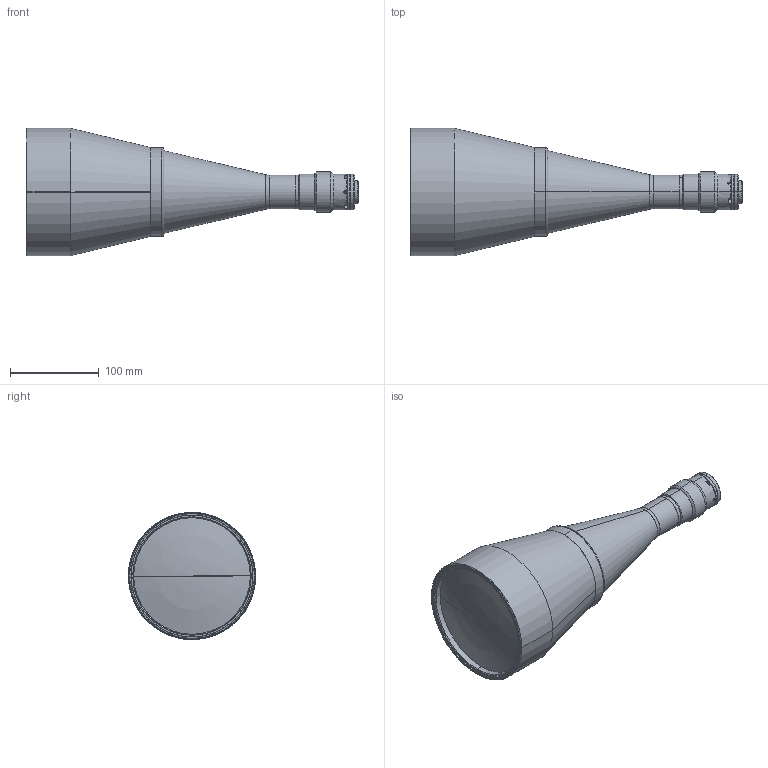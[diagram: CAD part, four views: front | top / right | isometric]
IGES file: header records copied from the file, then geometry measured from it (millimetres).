
Start section: SolidWorks IGES file using analytic representation for surfaces
Global section: file name: TC2M096HR-C.IGS; native system: SolidWorks 2013; preprocessor: SolidWorks 2013; author: piermario; date: 140603.144526; units: millimetre
Bounding box: 373.05 x 143 x 143 mm (x, y, z)
Surface area: 146163.9 mm2 (no closed solid volume)
Topology: 0 solids, 0 shells, 113 faces, 2302 edges, 2301 vertices
Faces by surface type: revolution 74, bspline 39
